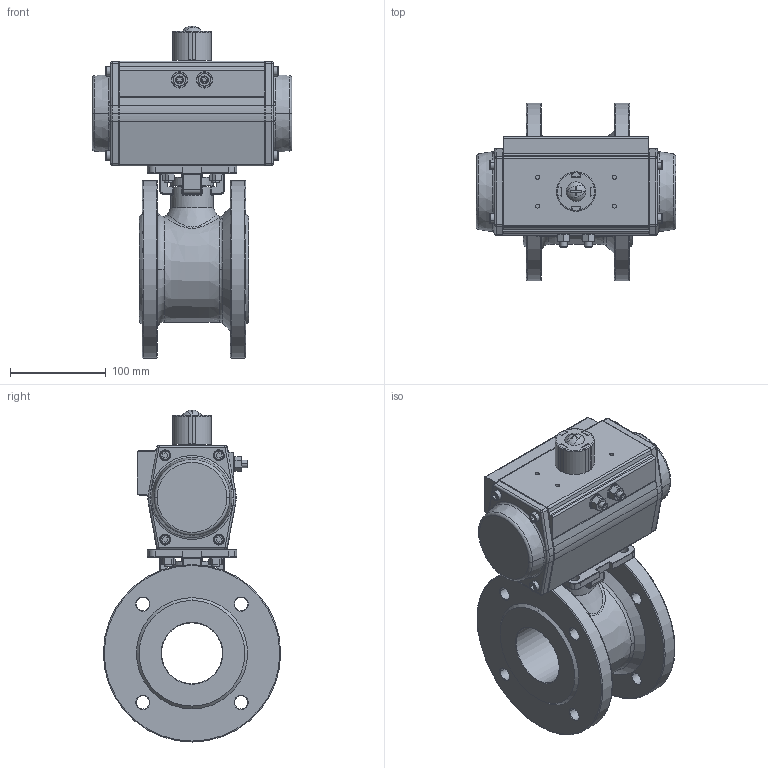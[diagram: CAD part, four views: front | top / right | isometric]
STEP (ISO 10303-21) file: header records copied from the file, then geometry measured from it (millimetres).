
FILE_DESCRIPTION(('HOOPS Exchange Step'),'2;1');
FILE_NAME('PK0600_DN65.stp','2025-05-09T11:38:26+02:00',('nieru'),('Unknown organisation'),'HOOPS Exchange 2024.2','HOOPS Exchange','Unknown authorisation');
FILE_SCHEMA( ('AP203_CONFIGURATION_CONTROLLED_3D_DESIGN_OF_MECHANICAL_PARTS_AND_ASSEMBLIES_MIM_LF') );
Length unit declared in the file: millimetre
Products named in the file (5): 0; root
Assembly tree (4 placements, depth 3):
  root
    0
      0
      0
      0
Bounding box: 208 x 185 x 346.15 mm (x, y, z)
Volume: 2478753.1 mm3; surface area: 391669.3 mm2
Topology: 36 solids, 36 shells, 1613 faces, 3890 edges, 2349 vertices
Faces by surface type: cylinder 557, plane 473, torus 195, bspline 186, cone 164, sphere 38
Full cylindrical faces by diameter (mm): 63.5 x1
Entity records: 70937 total; most frequent: CARTESIAN_POINT 34463, ORIENTED_EDGE 7666, DIRECTION 7404, EDGE_CURVE 3833, AXIS2_PLACEMENT_3D 2903, VERTEX_POINT 2349, EDGE_LOOP 1770, FACE_BOUND 1770
